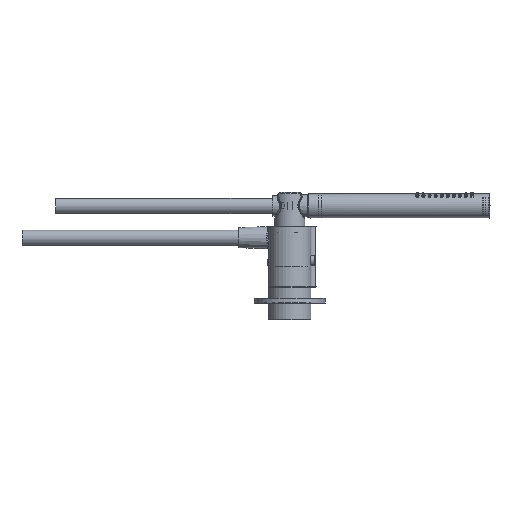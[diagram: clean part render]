
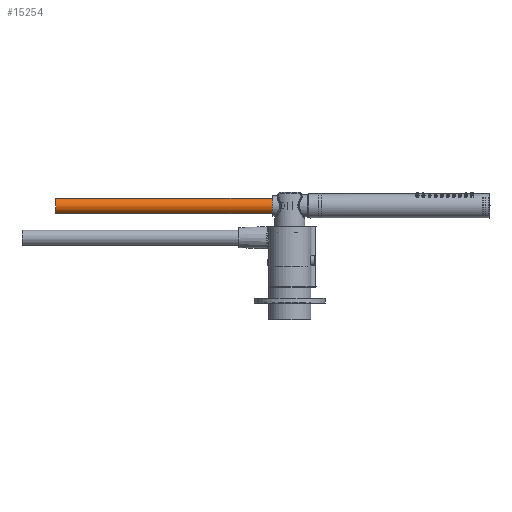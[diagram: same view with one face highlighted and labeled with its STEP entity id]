
A CAD part, front view. The second image highlights one B-rep face of the part: STEP entity #15254.
In plain terms, the highlighted cylindrical face has radius 7.5 mm (diameter 15 mm), a full revolution.
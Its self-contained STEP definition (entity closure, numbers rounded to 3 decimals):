
#1431=CYLINDRICAL_SURFACE('',#18321,7.5);
#3105=ORIENTED_EDGE('',*,*,#7323,.F.);
#3106=ORIENTED_EDGE('',*,*,#7324,.T.);
#7323=EDGE_CURVE('',#9448,#9448,#10965,.T.);
#7324=EDGE_CURVE('',#9449,#9449,#10966,.T.);
#9448=VERTEX_POINT('',#23710);
#9449=VERTEX_POINT('',#23713);
#10965=CIRCLE('',#18320,7.5);
#10966=CIRCLE('',#18322,7.5);
#11735=EDGE_LOOP('',(#3105));
#11736=EDGE_LOOP('',(#3106));
#13379=FACE_BOUND('',#11735,.T.);
#13380=FACE_BOUND('',#11736,.T.);
#15254=ADVANCED_FACE('',(#13379,#13380),#1431,.T.);
#18320=AXIS2_PLACEMENT_3D('',#23709,#19976,#19977);
#18321=AXIS2_PLACEMENT_3D('',#23711,#19978,#19979);
#18322=AXIS2_PLACEMENT_3D('',#23712,#19980,#19981);
#19976=DIRECTION('',(0.,-1.,0.));
#19977=DIRECTION('',(0.,0.,-1.));
#19978=DIRECTION('',(0.,-1.,0.));
#19979=DIRECTION('',(0.,0.,-1.));
#19980=DIRECTION('',(0.,-1.,0.));
#19981=DIRECTION('',(0.,0.,-1.));
#23709=CARTESIAN_POINT('',(0.,0.,0.));
#23710=CARTESIAN_POINT('',(0.,0.,-7.5));
#23711=CARTESIAN_POINT('',(0.,0.,0.));
#23712=CARTESIAN_POINT('',(0.,215.5,0.));
#23713=CARTESIAN_POINT('',(0.,215.5,-7.5));
